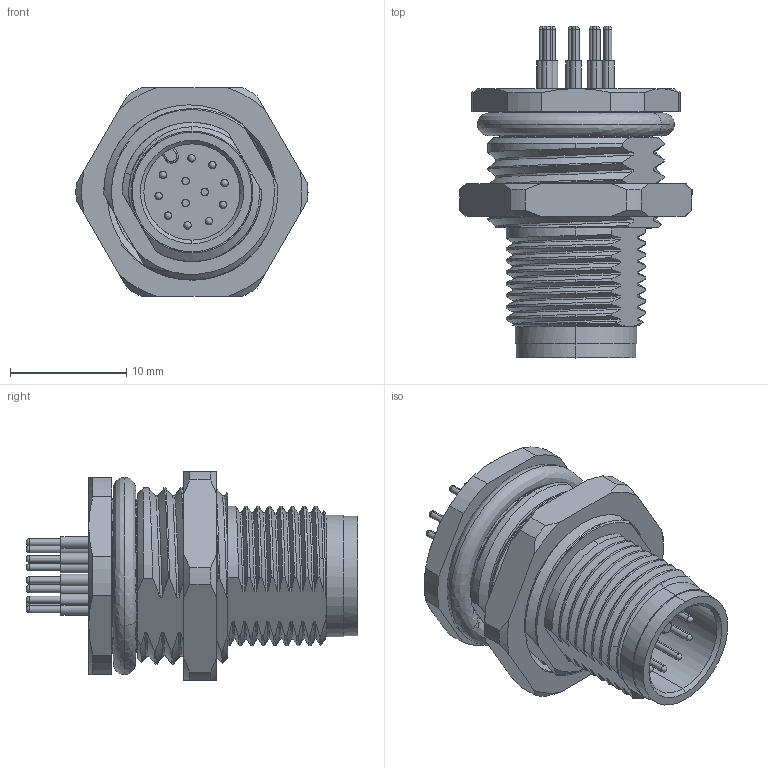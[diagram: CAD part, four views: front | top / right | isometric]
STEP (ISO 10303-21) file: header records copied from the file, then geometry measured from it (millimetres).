
FILE_DESCRIPTION (( 'STEP AP203' ), '1' );
FILE_NAME ('FM12ST1506-A09P103D00.STEP', '2025-09-02T08:01:00', ( '' ), ( '' ), 'SwSTEP 2.0', 'SolidWorks 2021', '' );
FILE_SCHEMA (( 'CONFIG_CONTROL_DESIGN' ));
Length unit declared in the file: millimetre
Products named in the file (1): FM12ST1506-A09P103D00
Bounding box: 20 x 28.6 x 18 mm (x, y, z)
Volume: 3135.8 mm3; surface area: 3511.5 mm2
Topology: 2 solids, 2 shells, 370 faces, 1117 edges, 756 vertices
Faces by surface type: cylinder 150, bspline 107, plane 58, cone 37, sphere 14, torus 4
Entity records: 55827 total; most frequent: CARTESIAN_POINT 47325, ORIENTED_EDGE 2140, DIRECTION 1223, EDGE_CURVE 1070, VERTEX_POINT 742, B_SPLINE_CURVE_WITH_KNOTS 545, AXIS2_PLACEMENT_3D 478, EDGE_LOOP 420
